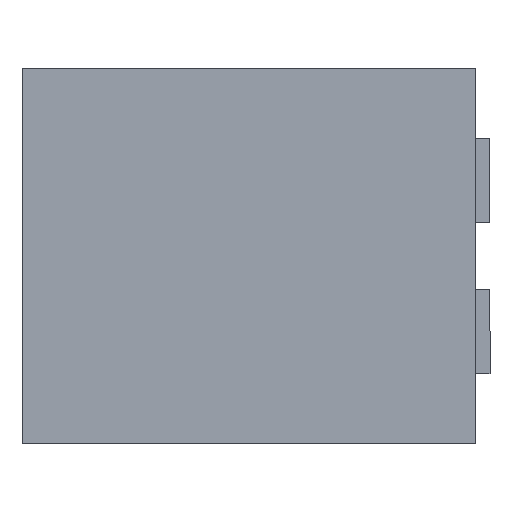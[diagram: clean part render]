
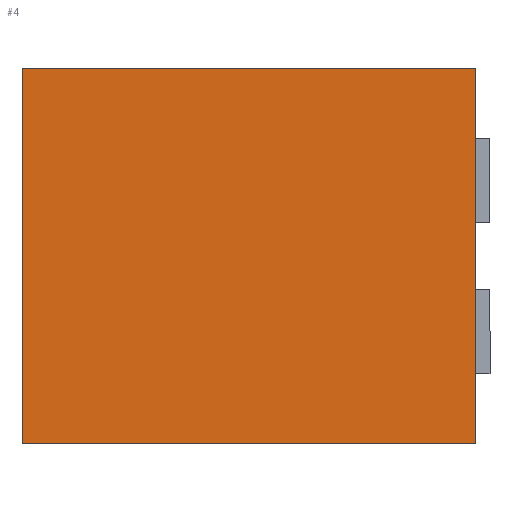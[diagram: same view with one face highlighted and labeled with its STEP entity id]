
A CAD part, top view. The second image highlights one B-rep face of the part: STEP entity #4.
In plain terms, the highlighted planar face has unit normal (0, 0, 1).
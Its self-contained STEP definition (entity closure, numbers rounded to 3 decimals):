
#4 = ADVANCED_FACE ( 'NONE', ( #355 ), #294, .T. ) ;
#6 = CARTESIAN_POINT ( 'NONE',  ( -48.79, 31.122, 46. ) ) ;
#26 = LINE ( 'NONE', #121, #293 ) ;
#39 = CARTESIAN_POINT ( 'NONE',  ( -48.79, 31.122, 46. ) ) ;
#49 = EDGE_CURVE ( 'NONE', #169, #448, #233, .T. ) ;
#62 = VERTEX_POINT ( 'NONE', #266 ) ;
#74 = DIRECTION ( 'NONE',  ( 0., -1., 0. ) ) ;
#103 = DIRECTION ( 'NONE',  ( 1., 0., 0. ) ) ;
#121 = CARTESIAN_POINT ( 'NONE',  ( -48.79, 31.122, 46. ) ) ;
#169 = VERTEX_POINT ( 'NONE', #6 ) ;
#170 = VECTOR ( 'NONE', #192, 1000. ) ;
#190 = CARTESIAN_POINT ( 'NONE',  ( 113.21, 31.122, 46. ) ) ;
#192 = DIRECTION ( 'NONE',  ( 1., 0., 0. ) ) ;
#199 = ORIENTED_EDGE ( 'NONE', *, *, #49, .T. ) ;
#209 = VECTOR ( 'NONE', #74, 1000. ) ;
#221 = LINE ( 'NONE', #190, #300 ) ;
#227 = DIRECTION ( 'NONE',  ( 0., 1., 0. ) ) ;
#233 = LINE ( 'NONE', #39, #209 ) ;
#236 = CARTESIAN_POINT ( 'NONE',  ( 113.21, -102.878, 46. ) ) ;
#242 = EDGE_CURVE ( 'NONE', #382, #62, #221, .T. ) ;
#255 = EDGE_CURVE ( 'NONE', #448, #382, #301, .T. ) ;
#256 = DIRECTION ( 'NONE',  ( 0., 0., 1. ) ) ;
#266 = CARTESIAN_POINT ( 'NONE',  ( 113.21, 31.122, 46. ) ) ;
#285 = ORIENTED_EDGE ( 'NONE', *, *, #473, .T. ) ;
#292 = EDGE_LOOP ( 'NONE', ( #199, #459, #431, #285 ) ) ;
#293 = VECTOR ( 'NONE', #475, 1000. ) ;
#294 = PLANE ( 'NONE',  #385 ) ;
#300 = VECTOR ( 'NONE', #227, 1000. ) ;
#301 = LINE ( 'NONE', #303, #170 ) ;
#303 = CARTESIAN_POINT ( 'NONE',  ( -48.79, -102.878, 46. ) ) ;
#324 = CARTESIAN_POINT ( 'NONE',  ( -48.79, -102.878, 46. ) ) ;
#355 = FACE_OUTER_BOUND ( 'NONE', #292, .T. ) ;
#382 = VERTEX_POINT ( 'NONE', #236 ) ;
#385 = AXIS2_PLACEMENT_3D ( 'NONE', #410, #256, #103 ) ;
#410 = CARTESIAN_POINT ( 'NONE',  ( 0., 0., 46. ) ) ;
#431 = ORIENTED_EDGE ( 'NONE', *, *, #242, .T. ) ;
#448 = VERTEX_POINT ( 'NONE', #324 ) ;
#459 = ORIENTED_EDGE ( 'NONE', *, *, #255, .T. ) ;
#473 = EDGE_CURVE ( 'NONE', #62, #169, #26, .T. ) ;
#475 = DIRECTION ( 'NONE',  ( -1., 0., 0. ) ) ;
